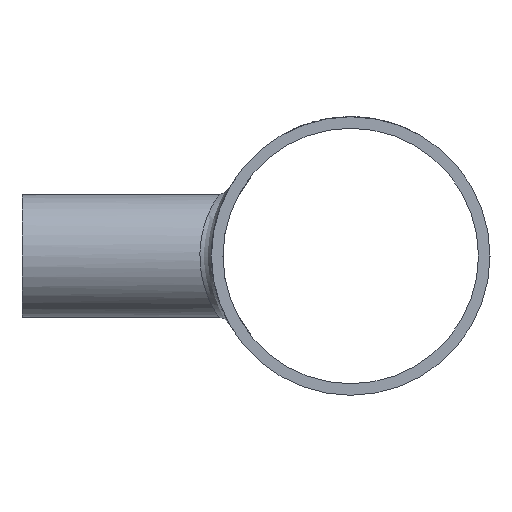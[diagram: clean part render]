
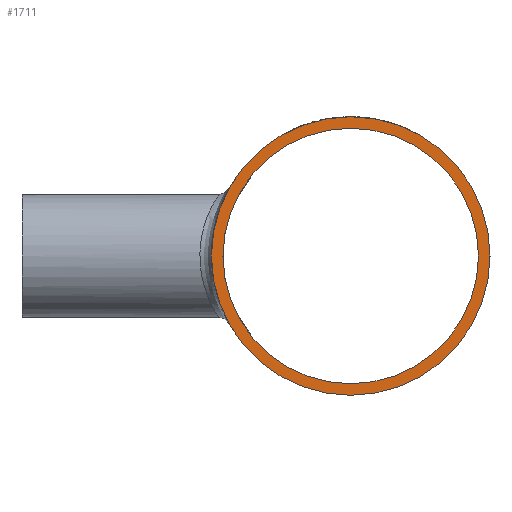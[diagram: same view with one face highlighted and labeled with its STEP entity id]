
A CAD part, left-side view. The second image highlights one B-rep face of the part: STEP entity #1711.
In plain terms, the highlighted planar face has unit normal (-1, 0, 0).
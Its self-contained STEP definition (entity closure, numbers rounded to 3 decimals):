
#418 = DIRECTION ( 'NONE',  ( -1., 0., 0. ) ) ;
#920 = AXIS2_PLACEMENT_3D ( 'NONE', #6409, #418, #8661 ) ;
#1219 = ORIENTED_EDGE ( 'NONE', *, *, #14008, .F. ) ;
#1675 = VERTEX_POINT ( 'NONE', #14315 ) ;
#1711 = ADVANCED_FACE ( 'NONE', ( #8892, #8146 ), #11045, .T. ) ;
#2813 = DIRECTION ( 'NONE',  ( 0., 0., 1. ) ) ;
#3528 = EDGE_LOOP ( 'NONE', ( #11425 ) ) ;
#3551 = DIRECTION ( 'NONE',  ( 0., 0., 1. ) ) ;
#3603 = DIRECTION ( 'NONE',  ( -1., 0., 0. ) ) ;
#5181 = CIRCLE ( 'NONE', #920, 22.15 ) ;
#6093 = VERTEX_POINT ( 'NONE', #6226 ) ;
#6226 = CARTESIAN_POINT ( 'NONE',  ( -57., 0., 22.15 ) ) ;
#6398 = AXIS2_PLACEMENT_3D ( 'NONE', #9708, #3603, #3551 ) ;
#6409 = CARTESIAN_POINT ( 'NONE',  ( -57., 0., 0. ) ) ;
#7518 = CARTESIAN_POINT ( 'NONE',  ( -57., 0., 0. ) ) ;
#8146 = FACE_OUTER_BOUND ( 'NONE', #3528, .T. ) ;
#8661 = DIRECTION ( 'NONE',  ( 0., 0., 1. ) ) ;
#8892 = FACE_BOUND ( 'NONE', #10857, .T. ) ;
#9249 = AXIS2_PLACEMENT_3D ( 'NONE', #7518, #14607, #2813 ) ;
#9708 = CARTESIAN_POINT ( 'NONE',  ( -57., 0., 0. ) ) ;
#10605 = EDGE_CURVE ( 'NONE', #1675, #1675, #14931, .T. ) ;
#10857 = EDGE_LOOP ( 'NONE', ( #1219 ) ) ;
#11045 = PLANE ( 'NONE',  #9249 ) ;
#11425 = ORIENTED_EDGE ( 'NONE', *, *, #10605, .T. ) ;
#14008 = EDGE_CURVE ( 'NONE', #6093, #6093, #5181, .T. ) ;
#14315 = CARTESIAN_POINT ( 'NONE',  ( -57., 0., 24.15 ) ) ;
#14607 = DIRECTION ( 'NONE',  ( -1., 0., 0. ) ) ;
#14931 = CIRCLE ( 'NONE', #6398, 24.15 ) ;
